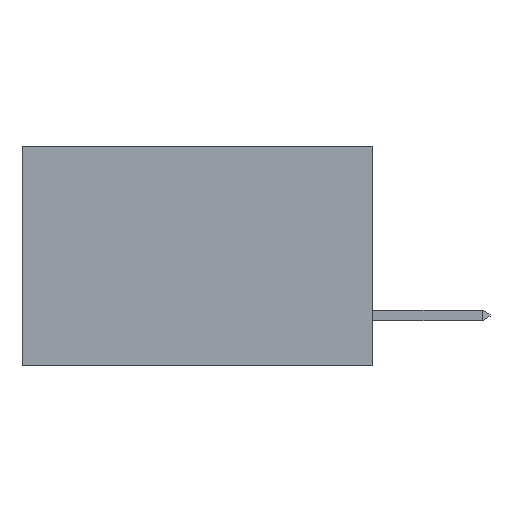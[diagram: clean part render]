
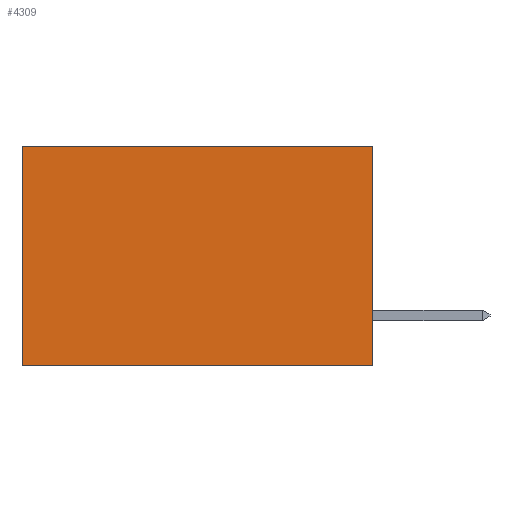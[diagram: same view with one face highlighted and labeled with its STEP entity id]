
A CAD part, left-side view. The second image highlights one B-rep face of the part: STEP entity #4309.
In plain terms, the highlighted planar face has unit normal (-1, 0, 0).
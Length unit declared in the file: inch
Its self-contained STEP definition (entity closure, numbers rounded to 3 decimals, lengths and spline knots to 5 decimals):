
#248 = CARTESIAN_POINT ( 'NONE',  ( 0.277, 0.59, -0.37 ) ) ;
#270 = DIRECTION ( 'NONE',  ( 0., 0., -1. ) ) ;
#590 = VERTEX_POINT ( 'NONE', #7539 ) ;
#1098 = VECTOR ( 'NONE', #4536, 39.37008 ) ;
#1312 = ORIENTED_EDGE ( 'NONE', *, *, #1364, .T. ) ;
#1364 = EDGE_CURVE ( 'NONE', #590, #5211, #6024, .T. ) ;
#1418 = CARTESIAN_POINT ( 'NONE',  ( 0.277, 0.59, -0.37 ) ) ;
#1718 = VECTOR ( 'NONE', #5397, 39.37008 ) ;
#1926 = LINE ( 'NONE', #5440, #1718 ) ;
#1989 = ORIENTED_EDGE ( 'NONE', *, *, #6730, .T. ) ;
#2201 = VERTEX_POINT ( 'NONE', #2921 ) ;
#2362 = AXIS2_PLACEMENT_3D ( 'NONE', #5243, #4283, #6586 ) ;
#2586 = ORIENTED_EDGE ( 'NONE', *, *, #6844, .F. ) ;
#2821 = VECTOR ( 'NONE', #270, 39.37008 ) ;
#2921 = CARTESIAN_POINT ( 'NONE',  ( 0.277, 0., -0.37 ) ) ;
#3215 = LINE ( 'NONE', #248, #2821 ) ;
#3327 = FACE_OUTER_BOUND ( 'NONE', #6148, .T. ) ;
#3509 = VECTOR ( 'NONE', #6871, 39.37008 ) ;
#4276 = PLANE ( 'NONE',  #2362 ) ;
#4283 = DIRECTION ( 'NONE',  ( 1., 0., 0. ) ) ;
#4309 = ADVANCED_FACE ( 'NONE', ( #3327 ), #4276, .F. ) ;
#4536 = DIRECTION ( 'NONE',  ( 0., 1., 0. ) ) ;
#5211 = VERTEX_POINT ( 'NONE', #6365 ) ;
#5243 = CARTESIAN_POINT ( 'NONE',  ( 0.277, 0., -0.37 ) ) ;
#5397 = DIRECTION ( 'NONE',  ( 0., 1., 0. ) ) ;
#5440 = CARTESIAN_POINT ( 'NONE',  ( 0.277, 0., -0.37 ) ) ;
#5479 = ORIENTED_EDGE ( 'NONE', *, *, #7046, .F. ) ;
#6024 = LINE ( 'NONE', #7682, #1098 ) ;
#6148 = EDGE_LOOP ( 'NONE', ( #1989, #5479, #2586, #1312 ) ) ;
#6345 = VERTEX_POINT ( 'NONE', #1418 ) ;
#6365 = CARTESIAN_POINT ( 'NONE',  ( 0.277, 0.59, 0. ) ) ;
#6586 = DIRECTION ( 'NONE',  ( 0., 0., -1. ) ) ;
#6720 = LINE ( 'NONE', #6928, #3509 ) ;
#6730 = EDGE_CURVE ( 'NONE', #5211, #6345, #3215, .T. ) ;
#6844 = EDGE_CURVE ( 'NONE', #590, #2201, #6720, .T. ) ;
#6871 = DIRECTION ( 'NONE',  ( 0., 0., -1. ) ) ;
#6928 = CARTESIAN_POINT ( 'NONE',  ( 0.277, 0., -0.37 ) ) ;
#7046 = EDGE_CURVE ( 'NONE', #2201, #6345, #1926, .T. ) ;
#7539 = CARTESIAN_POINT ( 'NONE',  ( 0.277, 0., 0. ) ) ;
#7682 = CARTESIAN_POINT ( 'NONE',  ( 0.277, 0., 0. ) ) ;
